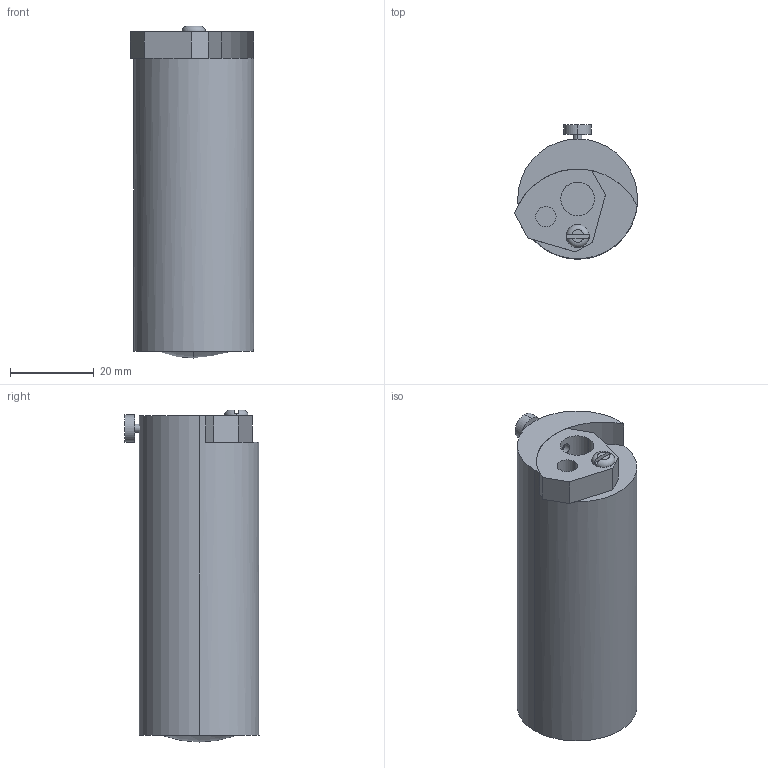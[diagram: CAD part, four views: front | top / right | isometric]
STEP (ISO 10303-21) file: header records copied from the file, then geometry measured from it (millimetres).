
FILE_DESCRIPTION (( 'STEP AP203' ), '1' );
FILE_NAME ('58837.step', '2013-12-06T20:39:28', ( 'EO' ), ( 'EO' ), 'SwSTEP 2.0', 'SolidWorks 2014', '' );
FILE_SCHEMA (( 'CONFIG_CONTROL_DESIGN' ));
Length unit declared in the file: inch
Products named in the file (1): 58837
Bounding box: 29.36 x 31.97 x 79.19 mm (x, y, z)
Volume: 25703.7 mm3; surface area: 14383.6 mm2
Topology: 4 solids, 4 shells, 53 faces, 118 edges, 77 vertices
Faces by surface type: cylinder 26, plane 21, sphere 2, cone 2, torus 2
Entity records: 1695 total; most frequent: CARTESIAN_POINT 377, DIRECTION 280, ORIENTED_EDGE 236, EDGE_CURVE 118, AXIS2_PLACEMENT_3D 116, VERTEX_POINT 77, EDGE_LOOP 65, CIRCLE 62
